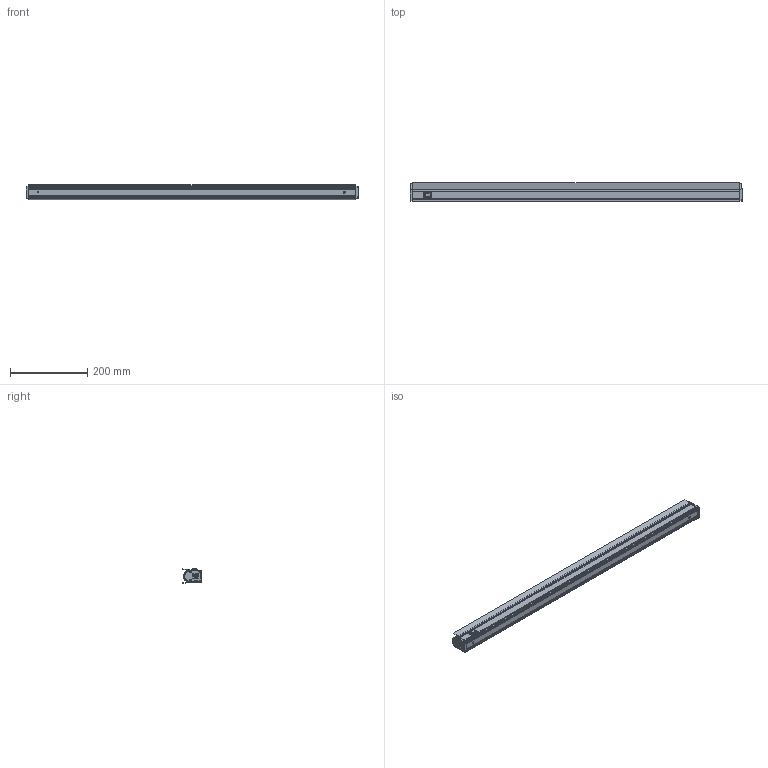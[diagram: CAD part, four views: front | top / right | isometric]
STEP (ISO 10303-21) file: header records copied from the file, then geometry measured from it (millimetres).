
FILE_DESCRIPTION((''),'2;1');
FILE_NAME('192508_ASM','2016-01-04T',('pdmadmin'),(''),'PRO/ENGINEER BY PARAMETRIC TECHNOLOGY CORPORATION, 2013230','PRO/ENGINEER BY PARAMETRIC TECHNOLOGY CORPORATION, 2013230','');
FILE_SCHEMA(('CONFIG_CONTROL_DESIGN'));
Products named in the file (16): 169951_AF0; 175523_169951_ASM; 169946; 171078; CANAL_MR2-131C__-N__1-10NC; 166960_ASM; 138905; 169954; 172449; 169955; 172450; 175641_ASM; 192492; 188831_1_AF0; 192492_ASM; 192508_ASM
Assembly tree (22 placements, depth 4):
  192508_ASM
    175641_ASM
      175523_169951_ASM
        169951_AF0
      169946
      171078
      166960_ASM
        CANAL_MR2-131C__-N__1-10NC
      138905  x8
      169954
      172449
      169955
      172450
    192492_ASM
      192492
      188831_1_AF0
Bounding box: 862 x 48 x 39.19 mm (x, y, z)
Volume: 334536.4 mm3; surface area: 510149.7 mm2
Topology: 17 solids, 80 shells, 1784 faces, 4947 edges, 3274 vertices
Faces by surface type: plane 686, cylinder 644, bspline 232, cone 96, torus 68, sphere 50, extrusion 8
Entity records: 41205 total; most frequent: CARTESIAN_POINT 13758, ORIENTED_EDGE 5576, DIRECTION 5531, EDGE_CURVE 2959, VERTEX_POINT 2000, VECTOR 1939, LINE 1931, AXIS2_PLACEMENT_3D 1796
